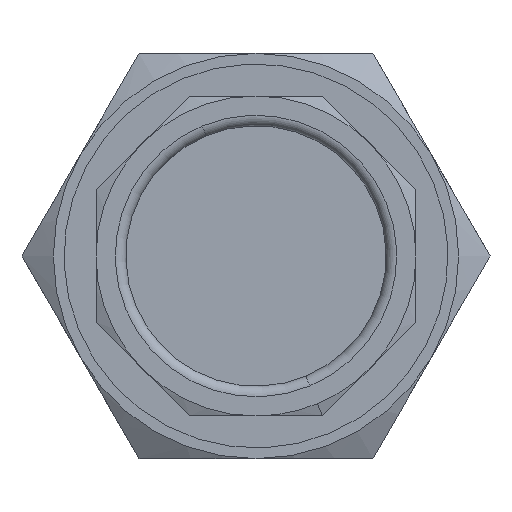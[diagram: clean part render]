
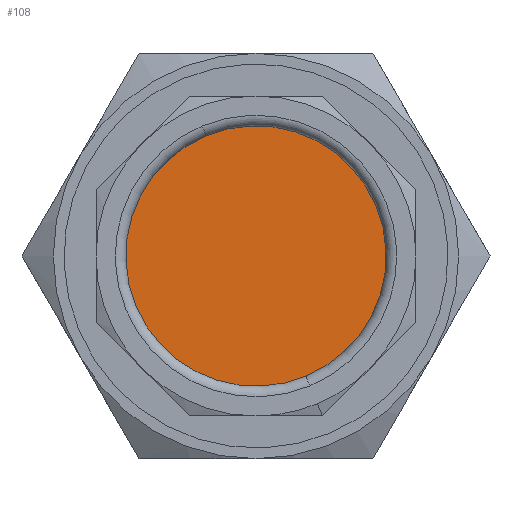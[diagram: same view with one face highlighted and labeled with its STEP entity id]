
A CAD part, front view. The second image highlights one B-rep face of the part: STEP entity #108.
In plain terms, the highlighted planar face has unit normal (0, -1, 0).
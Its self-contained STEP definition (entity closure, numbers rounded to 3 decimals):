
#108 = ADVANCED_FACE ( 'NONE', ( #2027 ), #1648, .T. ) ;
#359 = CIRCLE ( 'NONE', #1420, 6.1 ) ;
#393 = CIRCLE ( 'NONE', #1439, 6.1 ) ;
#736 = ORIENTED_EDGE ( 'NONE', *, *, #4068, .T. ) ;
#737 = ORIENTED_EDGE ( 'NONE', *, *, #4705, .T. ) ;
#868 = VERTEX_POINT ( 'NONE', #1730 ) ;
#871 = VERTEX_POINT ( 'NONE', #1733 ) ;
#1420 = AXIS2_PLACEMENT_3D ( 'NONE', #3610, #3611, #3612 ) ;
#1439 = AXIS2_PLACEMENT_3D ( 'NONE', #3854, #3855, #3856 ) ;
#1648 = PLANE ( 'NONE',  #5075 ) ;
#1656 = CARTESIAN_POINT ( 'NONE',  ( 0., -51.579, 0. ) ) ;
#1657 = DIRECTION ( 'NONE',  ( 0., -1., 0. ) ) ;
#1658 = DIRECTION ( 'NONE',  ( 0., 0., -1. ) ) ;
#1730 = CARTESIAN_POINT ( 'NONE',  ( 2.334, -51.579, -5.636 ) ) ;
#1733 = CARTESIAN_POINT ( 'NONE',  ( -2.334, -51.579, 5.636 ) ) ;
#2027 = FACE_OUTER_BOUND ( 'NONE', #4879, .T. ) ;
#3610 = CARTESIAN_POINT ( 'NONE',  ( 0., -51.579, 0. ) ) ;
#3611 = DIRECTION ( 'NONE',  ( 0., -1., 0. ) ) ;
#3612 = DIRECTION ( 'NONE',  ( 0., 0., -1. ) ) ;
#3854 = CARTESIAN_POINT ( 'NONE',  ( 0., -51.579, 0. ) ) ;
#3855 = DIRECTION ( 'NONE',  ( 0., -1., 0. ) ) ;
#3856 = DIRECTION ( 'NONE',  ( 0., 0., -1. ) ) ;
#4068 = EDGE_CURVE ( 'NONE', #871, #868, #359, .T. ) ;
#4705 = EDGE_CURVE ( 'NONE', #868, #871, #393, .T. ) ;
#4879 = EDGE_LOOP ( 'NONE', ( #736, #737 ) ) ;
#5075 = AXIS2_PLACEMENT_3D ( 'NONE', #1656, #1657, #1658 ) ;
